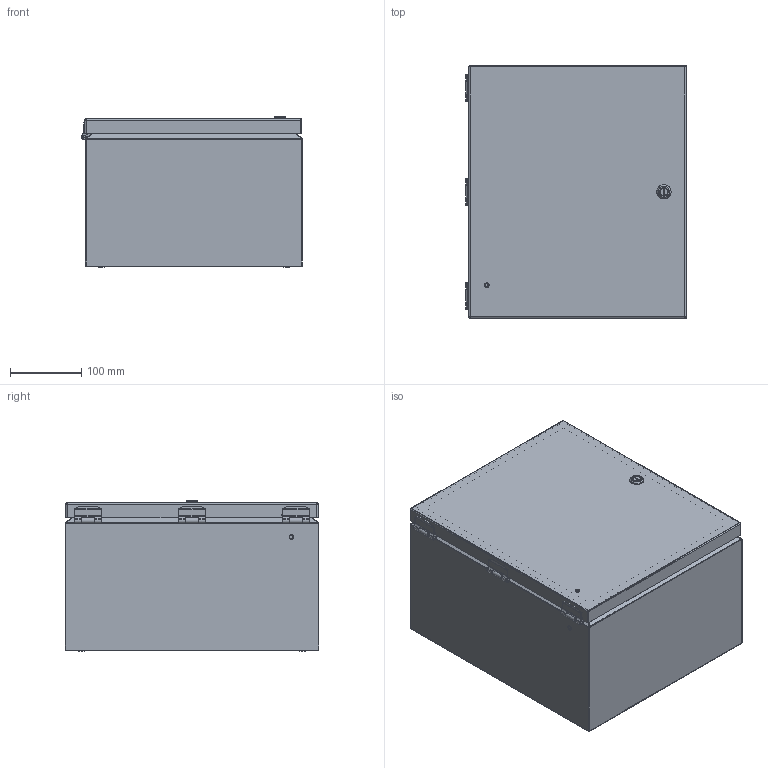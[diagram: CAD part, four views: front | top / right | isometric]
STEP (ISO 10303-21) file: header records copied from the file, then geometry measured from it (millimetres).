
FILE_DESCRIPTION (( 'STEP AP214' ), '1' );
FILE_NAME ('SCE-14128ELJ.STEP', '2021-01-20T20:05:02', ( '' ), ( '' ), 'SwSTEP 2.0', 'SolidWorks 2019', '' );
FILE_SCHEMA (( 'AUTOMOTIVE_DESIGN' ));
Length unit declared in the file: inch
Products named in the file (1): SCE-14128ELJ
Bounding box: 310.4 x 355.6 x 210.71 mm (x, y, z)
Volume: 1016286.4 mm3; surface area: 1263415.6 mm2
Topology: 35 solids, 38 shells, 1114 faces, 2629 edges, 1529 vertices
Faces by surface type: plane 406, cylinder 387, bspline 221, torus 64, cone 28, sphere 8
Full cylindrical faces by diameter (mm): 0.508 x3, 2.54 x3, 3.962 x3, 4.013 x3, 4.06 x6, 4.572 x3, 4.775 x6, 4.826 x5, 4.981 x1, 5.08 x1, 5.537 x2, 5.842 x3, 6.02 x3, 6.058 x1, 6.35 x4, 6.463 x1, 6.502 x2, 6.756 x2, 6.824 x1, 7.112 x4, 7.167 x1, 7.216 x4, 7.874 x1, 8.28 x1, 8.89 x1, 9.474 x4, 10.922 x1, 11.684 x1, 12.065 x1, 16.002 x1
Entity records: 59753 total; most frequent: CARTESIAN_POINT 21660, ORIENTED_EDGE 4792, DIRECTION 4547, EDGE_CURVE 2396, AXIS2_PLACEMENT_3D 1757, VERTEX_POINT 1503, EDGE_LOOP 1313, FACE_OUTER_BOUND 1200
